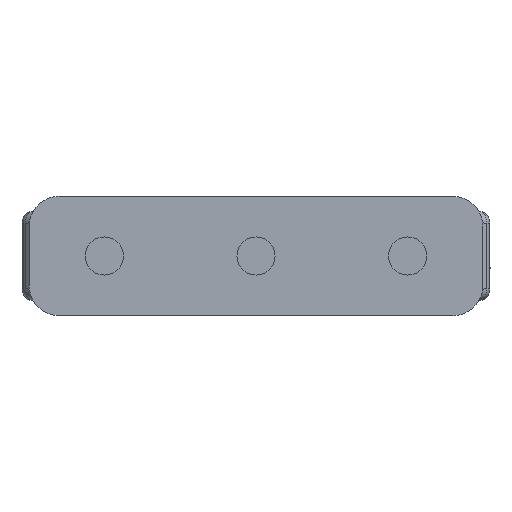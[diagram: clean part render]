
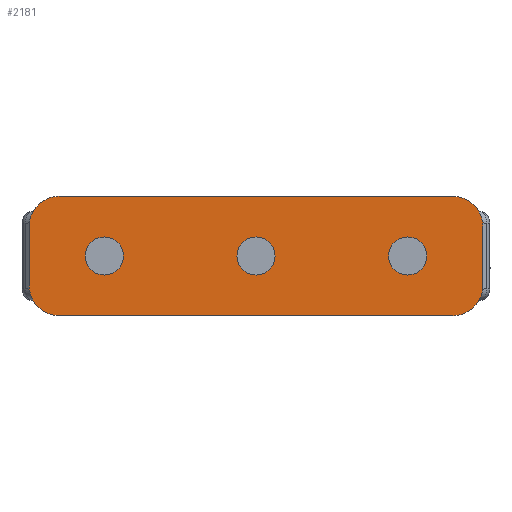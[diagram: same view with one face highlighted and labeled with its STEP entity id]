
A CAD part, front view. The second image highlights one B-rep face of the part: STEP entity #2181.
In plain terms, the highlighted planar face has unit normal (0, -1, 0).
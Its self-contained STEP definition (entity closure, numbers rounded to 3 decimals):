
#88=ELLIPSE('',#2376,0.5,0.5);
#89=ELLIPSE('',#2377,0.5,0.5);
#90=ELLIPSE('',#2378,0.5,0.5);
#91=ELLIPSE('',#2379,0.5,0.5);
#130=PLANE('',#2375);
#185=FACE_OUTER_BOUND('',#326,.T.);
#326=EDGE_LOOP('',(#1553,#1554,#1555,#1556,#1557,#1558,#1559,#1560));
#455=LINE('',#3269,#637);
#504=LINE('',#3454,#686);
#530=LINE('',#3522,#712);
#532=LINE('',#3528,#714);
#637=VECTOR('',#2613,6.6);
#686=VECTOR('',#2704,6.6);
#712=VECTOR('',#2752,1.);
#714=VECTOR('',#2758,1.);
#906=VERTEX_POINT('',#3266);
#907=VERTEX_POINT('',#3268);
#979=VERTEX_POINT('',#3451);
#980=VERTEX_POINT('',#3453);
#1010=VERTEX_POINT('',#3519);
#1011=VERTEX_POINT('',#3521);
#1012=VERTEX_POINT('',#3525);
#1013=VERTEX_POINT('',#3527);
#1108=EDGE_CURVE('',#906,#907,#455,.T.);
#1181=EDGE_CURVE('',#980,#979,#504,.T.);
#1213=EDGE_CURVE('',#1011,#1010,#530,.T.);
#1215=EDGE_CURVE('',#979,#1012,#88,.F.);
#1216=EDGE_CURVE('',#1013,#1012,#532,.T.);
#1217=EDGE_CURVE('',#1013,#907,#89,.F.);
#1218=EDGE_CURVE('',#906,#1011,#90,.F.);
#1219=EDGE_CURVE('',#1010,#980,#91,.F.);
#1553=ORIENTED_EDGE('',*,*,#1181,.T.);
#1554=ORIENTED_EDGE('',*,*,#1215,.T.);
#1555=ORIENTED_EDGE('',*,*,#1216,.F.);
#1556=ORIENTED_EDGE('',*,*,#1217,.T.);
#1557=ORIENTED_EDGE('',*,*,#1108,.F.);
#1558=ORIENTED_EDGE('',*,*,#1218,.T.);
#1559=ORIENTED_EDGE('',*,*,#1213,.T.);
#1560=ORIENTED_EDGE('',*,*,#1219,.T.);
#2181=ADVANCED_FACE('',(#185),#130,.F.);
#2375=AXIS2_PLACEMENT_3D('',#3524,#2754,#2755);
#2376=AXIS2_PLACEMENT_3D('',#3526,#2756,#2757);
#2377=AXIS2_PLACEMENT_3D('',#3529,#2759,#2760);
#2378=AXIS2_PLACEMENT_3D('',#3530,#2761,#2762);
#2379=AXIS2_PLACEMENT_3D('',#3531,#2763,#2764);
#2613=DIRECTION('',(1.,0.,0.));
#2704=DIRECTION('',(1.,0.,0.));
#2752=DIRECTION('',(0.,0.,-1.));
#2754=DIRECTION('center_axis',(0.,1.,0.));
#2755=DIRECTION('ref_axis',(0.,0.,1.));
#2756=DIRECTION('center_axis',(0.,1.,0.));
#2757=DIRECTION('ref_axis',(0.894,0.,-0.447));
#2758=DIRECTION('',(0.,0.,-1.));
#2759=DIRECTION('center_axis',(0.,1.,0.));
#2760=DIRECTION('ref_axis',(0.894,0.,0.447));
#2761=DIRECTION('center_axis',(0.,1.,0.));
#2762=DIRECTION('ref_axis',(0.894,0.,-0.447));
#2763=DIRECTION('center_axis',(0.,1.,0.));
#2764=DIRECTION('ref_axis',(0.894,0.,0.447));
#3266=CARTESIAN_POINT('',(-3.3,0.,1.));
#3268=CARTESIAN_POINT('',(3.3,0.,1.));
#3269=CARTESIAN_POINT('',(-3.3,0.,1.));
#3451=CARTESIAN_POINT('',(3.3,0.,-1.));
#3453=CARTESIAN_POINT('',(-3.3,0.,-1.));
#3454=CARTESIAN_POINT('',(-3.3,0.,-1.));
#3519=CARTESIAN_POINT('',(-3.8,0.,-0.5));
#3521=CARTESIAN_POINT('',(-3.8,0.,0.5));
#3522=CARTESIAN_POINT('',(-3.8,0.,0.5));
#3524=CARTESIAN_POINT('Origin',(3.8,0.,1.));
#3525=CARTESIAN_POINT('',(3.8,0.,-0.5));
#3526=CARTESIAN_POINT('Origin',(3.3,0.,-0.5));
#3527=CARTESIAN_POINT('',(3.8,0.,0.5));
#3528=CARTESIAN_POINT('',(3.8,0.,0.5));
#3529=CARTESIAN_POINT('Origin',(3.3,0.,0.5));
#3530=CARTESIAN_POINT('Origin',(-3.3,0.,0.5));
#3531=CARTESIAN_POINT('Origin',(-3.3,0.,-0.5));
